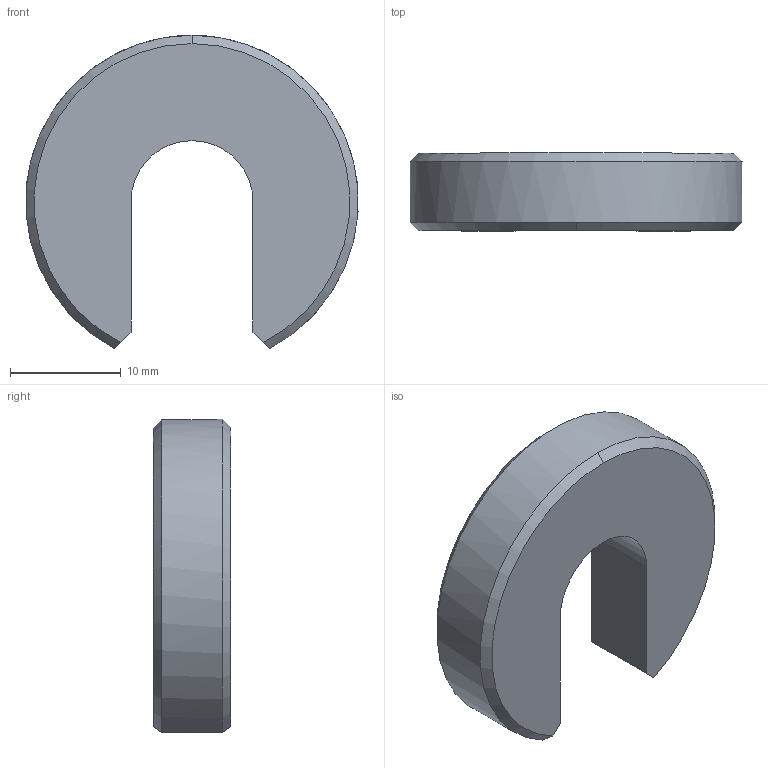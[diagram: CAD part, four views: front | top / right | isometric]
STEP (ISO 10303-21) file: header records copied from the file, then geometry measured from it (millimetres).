
FILE_DESCRIPTION (( 'STEP AP214' ), '1' );
FILE_NAME ('WDS-804-210.step', '2012-04-10T07:28:03', ( 'sysAdmin' ), ( 'SolidWorks' ), 'SwSTEP 2.0', 'SolidWorks 2012', '' );
FILE_SCHEMA (( 'AUTOMOTIVE_DESIGN' ));
Length unit declared in the file: millimetre
Products named in the file (1): WDS-804-210
Bounding box: 29.95 x 7 x 28.27 mm (x, y, z)
Volume: 3419.3 mm3; surface area: 1790.4 mm2
Topology: 1 solids, 1 shells, 11 faces, 27 edges, 18 vertices
Faces by surface type: plane 6, cone 3, cylinder 2
Entity records: 367 total; most frequent: CARTESIAN_POINT 69, DIRECTION 55, ORIENTED_EDGE 54, EDGE_CURVE 27, AXIS2_PLACEMENT_3D 20, VERTEX_POINT 18, VECTOR 15, LINE 15
